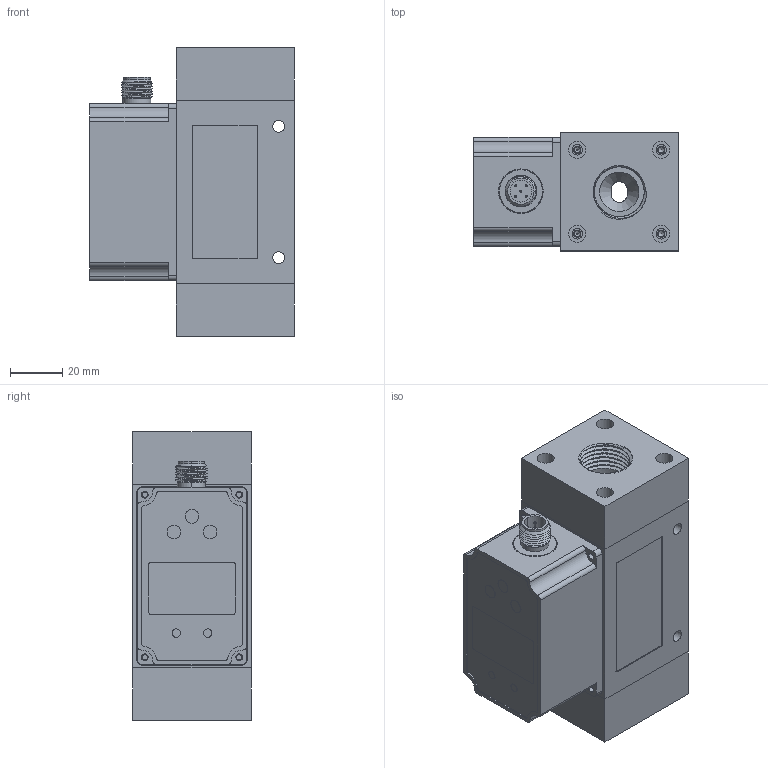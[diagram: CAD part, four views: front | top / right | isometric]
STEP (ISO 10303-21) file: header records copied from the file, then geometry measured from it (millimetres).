
FILE_DESCRIPTION(/* description */ (''),/* implementation_level */ '2;1');
FILE_NAME(/* name */ 'FTS500-016BG12K-口径DN16-G12内螺纹.stp',/* time_stamp */ '2022-09-20T10:06:29+08:00',/* author */ (''),/* organization */ (''),/* preprocessor_version */ 'ST-DEVELOPER v16',/* originating_system */ 'SIEMENS PLM Software NX 10.0',/* authorisation */ '');
FILE_SCHEMA (('CONFIG_CONTROL_DESIGN'));
Length unit declared in the file: millimetre
Products named in the file (1): FTS500-16B_stp
Bounding box: 78 x 45 x 110 mm (x, y, z)
Volume: 104363.6 mm3; surface area: 79724.5 mm2
Topology: 3 solids, 5 shells, 883 faces, 2351 edges, 1562 vertices
Faces by surface type: plane 478, cylinder 315, cone 54, bspline 18, sphere 10, torus 8
Full cylindrical faces by diameter (mm): 1.5 x4, 1.6 x4, 2 x5, 2.05 x1, 2.3 x9, 3 x4, 3.2 x4, 4 x8, 4.5 x4, 5 x5, 5.2 x6, 6 x8, 6.5 x16, 15 x2, 19 x10, 20 x2
Entity records: 29895 total; most frequent: CARTESIAN_POINT 8666, DIRECTION 4359, ORIENTED_EDGE 4204, EDGE_CURVE 2102, AXIS2_PLACEMENT_3D 1528, VERTEX_POINT 1475, LINE 1303, VECTOR 1303
